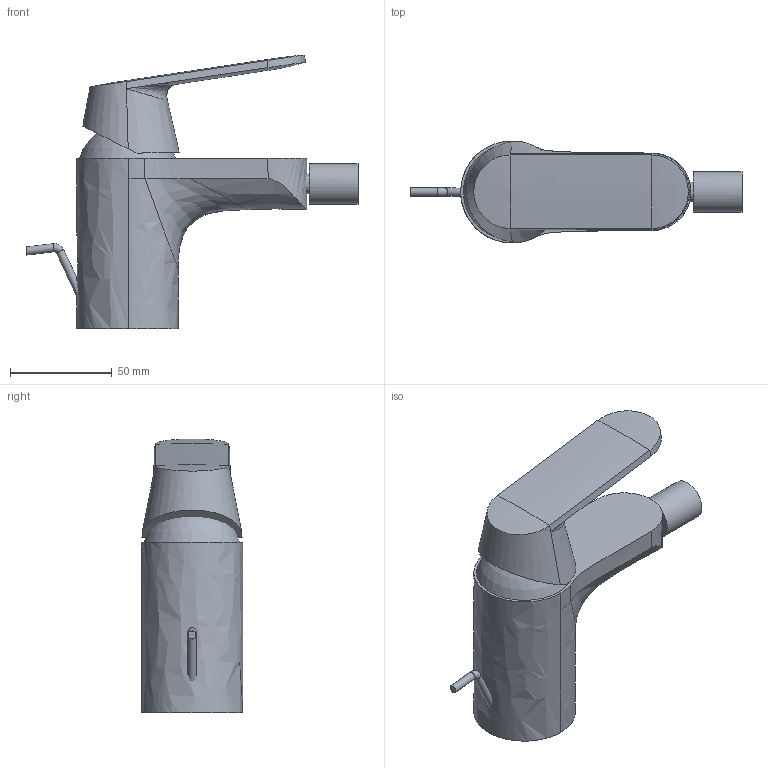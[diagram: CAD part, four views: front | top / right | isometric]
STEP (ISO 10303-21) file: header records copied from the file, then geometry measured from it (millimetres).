
FILE_DESCRIPTION(/* description */ ('Unknown'),/* implementation_level */ '2;1');
FILE_NAME(/* name */ '32839000',/* time_stamp */ '2022-09-08T19:27:36+02:00',/* author */ ('Unknown'),/* organization */ ('GROHE AG'),/* preprocessor_version */ 'ST-DEVELOPER v16.7',/* originating_system */ 'DEX',/* authorisation */ $);
FILE_SCHEMA (('AUTOMOTIVE_DESIGN {1 0 10303 214 3 1 1}'));
Length unit declared in the file: millimetre
Products named in the file (4): 32839000; rail_sur; skin#117; id98
Assembly tree (3 placements, depth 2):
  32839000
    rail_sur
    skin#117
    id98
Bounding box: 163.54 x 49.99 x 134.96 mm (x, y, z)
Volume: 276815 mm3; surface area: 41467.6 mm2
Topology: 2 solids, 5 shells, 36 faces, 90 edges, 61 vertices
Faces by surface type: bspline 23, plane 7, cylinder 4, torus 1, sphere 1
Full cylindrical faces by diameter (mm): 4 x2, 9.5 x1, 20 x1
Entity records: 3022 total; most frequent: CARTESIAN_POINT 2267, ORIENTED_EDGE 160, EDGE_CURVE 82, B_SPLINE_CURVE_WITH_KNOTS 69, VERTEX_POINT 59, DIRECTION 57, EDGE_LOOP 43, FACE_BOUND 43
